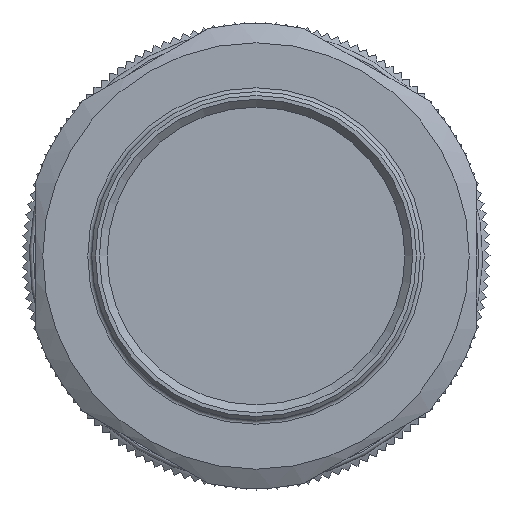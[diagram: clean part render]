
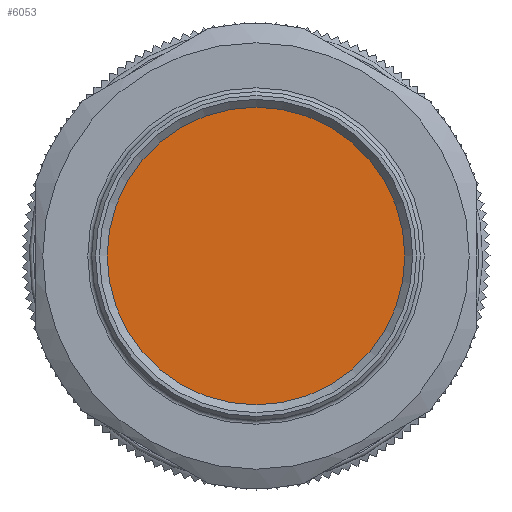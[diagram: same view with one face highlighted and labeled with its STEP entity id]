
A CAD part, front view. The second image highlights one B-rep face of the part: STEP entity #6053.
In plain terms, the highlighted planar face has unit normal (0, -1, 0).
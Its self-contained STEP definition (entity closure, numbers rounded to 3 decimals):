
#613=PLANE('',#6408);
#912=FACE_OUTER_BOUND('',#1240,.T.);
#1240=EDGE_LOOP('',(#3837));
#1575=CIRCLE('',#6409,19.2);
#2259=VERTEX_POINT('',#7996);
#2889=EDGE_CURVE('',#2259,#2259,#1575,.T.);
#3837=ORIENTED_EDGE('',*,*,#2889,.F.);
#6053=ADVANCED_FACE('',(#912),#613,.F.);
#6408=AXIS2_PLACEMENT_3D('',#7995,#6799,#6800);
#6409=AXIS2_PLACEMENT_3D('',#7997,#6801,#6802);
#6799=DIRECTION('center_axis',(0.,1.,0.));
#6800=DIRECTION('ref_axis',(0.,0.,1.));
#6801=DIRECTION('center_axis',(0.,1.,0.));
#6802=DIRECTION('ref_axis',(-1.,0.,0.));
#7995=CARTESIAN_POINT('Origin',(254.822,5.402,170.999));
#7996=CARTESIAN_POINT('',(274.022,5.402,170.999));
#7997=CARTESIAN_POINT('Origin',(254.822,5.402,170.999));
